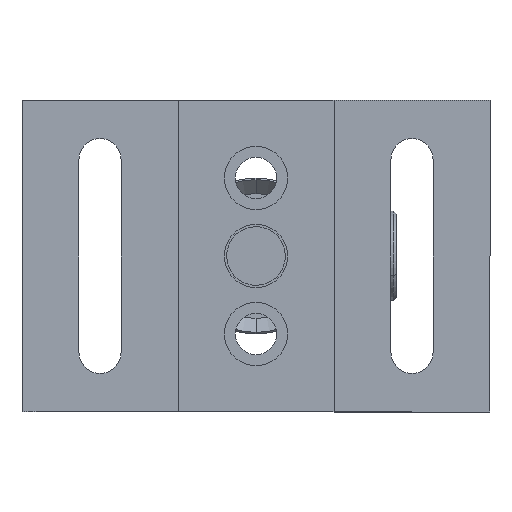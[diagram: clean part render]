
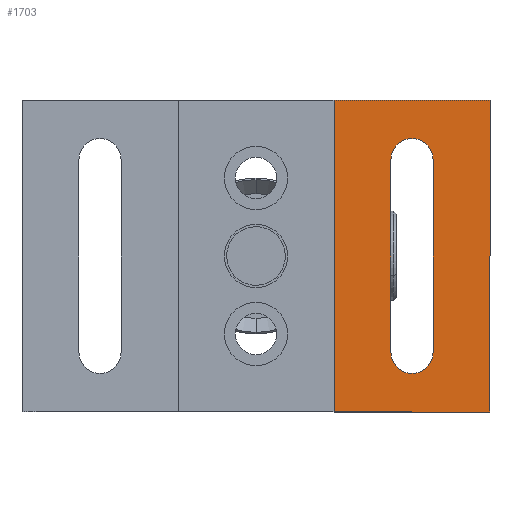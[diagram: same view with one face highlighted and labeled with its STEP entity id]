
A CAD part, front view. The second image highlights one B-rep face of the part: STEP entity #1703.
In plain terms, the highlighted planar face has unit normal (0, -1, 0).
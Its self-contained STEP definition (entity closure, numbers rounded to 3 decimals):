
#1630 = ORIENTED_EDGE ( 'NONE', *, *, #1632, .F. ) ;
#1632 = EDGE_CURVE ( 'NONE', #1713, #1638, #2287, .T. ) ;
#1634 = EDGE_CURVE ( 'NONE', #1638, #1705, #2283, .T. ) ;
#1635 = ORIENTED_EDGE ( 'NONE', *, *, #1634, .F. ) ;
#1636 = ORIENTED_EDGE ( 'NONE', *, *, #1712, .F. ) ;
#1638 = VERTEX_POINT ( 'NONE', #2615 ) ;
#1639 = EDGE_CURVE ( 'NONE', #1641, #1713, #2616, .T. ) ;
#1640 = ORIENTED_EDGE ( 'NONE', *, *, #1715, .T. ) ;
#1641 = VERTEX_POINT ( 'NONE', #2579 ) ;
#1642 = ORIENTED_EDGE ( 'NONE', *, *, #1669, .T. ) ;
#1644 = ORIENTED_EDGE ( 'NONE', *, *, #1673, .T. ) ;
#1653 = ORIENTED_EDGE ( 'NONE', *, *, #1704, .T. ) ;
#1657 = ORIENTED_EDGE ( 'NONE', *, *, #1690, .T. ) ;
#1669 = EDGE_CURVE ( 'NONE', #1716, #1683, #2574, .T. ) ;
#1673 = EDGE_CURVE ( 'NONE', #1674, #1678, #2583, .T. ) ;
#1674 = VERTEX_POINT ( 'NONE', #2531 ) ;
#1675 = VERTEX_POINT ( 'NONE', #2530 ) ;
#1678 = VERTEX_POINT ( 'NONE', #2529 ) ;
#1683 = VERTEX_POINT ( 'NONE', #2528 ) ;
#1690 = EDGE_CURVE ( 'NONE', #1675, #1716, #2689, .T. ) ;
#1703 = ADVANCED_FACE ( 'NONE', ( #2659, #2658 ), #2787, .F. ) ;
#1704 = EDGE_CURVE ( 'NONE', #1683, #1674, #2781, .T. ) ;
#1705 = VERTEX_POINT ( 'NONE', #2777 ) ;
#1707 = ORIENTED_EDGE ( 'NONE', *, *, #1639, .F. ) ;
#1712 = EDGE_CURVE ( 'NONE', #1705, #1641, #2757, .T. ) ;
#1713 = VERTEX_POINT ( 'NONE', #2753 ) ;
#1715 = EDGE_CURVE ( 'NONE', #1678, #1675, #2720, .T. ) ;
#1716 = VERTEX_POINT ( 'NONE', #2716 ) ;
#1727 = EDGE_LOOP ( 'NONE', ( #1642, #1653, #1644, #1640, #1657 ) ) ;
#1733 = EDGE_LOOP ( 'NONE', ( #1707, #1636, #1635, #1630 ) ) ;
#2282 = CARTESIAN_POINT ( 'NONE',  ( -49.28, 0., -30.439 ) ) ;
#2283 = LINE ( 'NONE', #2282, #2621 ) ;
#2284 = DIRECTION ( 'NONE',  ( 0., 0., -1. ) ) ;
#2285 = VECTOR ( 'NONE', #2284, 1000. ) ;
#2286 = CARTESIAN_POINT ( 'NONE',  ( 26.92, 0., -30.439 ) ) ;
#2287 = LINE ( 'NONE', #2286, #2285 ) ;
#2521 = DIRECTION ( 'NONE',  ( 1., 0., 0. ) ) ;
#2522 = CARTESIAN_POINT ( 'NONE',  ( -49.28, 0., 20.361 ) ) ;
#2528 = CARTESIAN_POINT ( 'NONE',  ( 14.22, 0., -24.152 ) ) ;
#2529 = CARTESIAN_POINT ( 'NONE',  ( 10.791, 0., 10.646 ) ) ;
#2530 = CARTESIAN_POINT ( 'NONE',  ( 17.649, 0., 10.646 ) ) ;
#2531 = CARTESIAN_POINT ( 'NONE',  ( 10.791, 0., -20.723 ) ) ;
#2570 = DIRECTION ( 'NONE',  ( 0., 0., 1. ) ) ;
#2571 = DIRECTION ( 'NONE',  ( 0., 1., 0. ) ) ;
#2572 = CARTESIAN_POINT ( 'NONE',  ( 14.22, 0., -20.723 ) ) ;
#2573 = AXIS2_PLACEMENT_3D ( 'NONE', #2572, #2571, #2570 ) ;
#2574 = CIRCLE ( 'NONE', #2573, 3.429 ) ;
#2579 = CARTESIAN_POINT ( 'NONE',  ( 1.52, 0., 20.361 ) ) ;
#2580 = DIRECTION ( 'NONE',  ( 0., 0., 1. ) ) ;
#2581 = VECTOR ( 'NONE', #2580, 1000. ) ;
#2582 = CARTESIAN_POINT ( 'NONE',  ( 10.791, 0., -20.723 ) ) ;
#2583 = LINE ( 'NONE', #2582, #2581 ) ;
#2601 = VECTOR ( 'NONE', #2521, 1000. ) ;
#2615 = CARTESIAN_POINT ( 'NONE',  ( 26.92, 0., -30.439 ) ) ;
#2616 = LINE ( 'NONE', #2522, #2601 ) ;
#2617 = DIRECTION ( 'NONE',  ( -1., 0., 0. ) ) ;
#2621 = VECTOR ( 'NONE', #2617, 1000. ) ;
#2658 = FACE_BOUND ( 'NONE', #1727, .T. ) ;
#2659 = FACE_OUTER_BOUND ( 'NONE', #1733, .T. ) ;
#2688 = CARTESIAN_POINT ( 'NONE',  ( 17.649, 0., -20.723 ) ) ;
#2689 = LINE ( 'NONE', #2688, #2760 ) ;
#2716 = CARTESIAN_POINT ( 'NONE',  ( 17.649, 0., -20.723 ) ) ;
#2717 = DIRECTION ( 'NONE',  ( 0., 0., 1. ) ) ;
#2718 = DIRECTION ( 'NONE',  ( 0., 1., 0. ) ) ;
#2719 = AXIS2_PLACEMENT_3D ( 'NONE', #2733, #2718, #2717 ) ;
#2720 = CIRCLE ( 'NONE', #2719, 3.429 ) ;
#2733 = CARTESIAN_POINT ( 'NONE',  ( 14.22, 0., 10.646 ) ) ;
#2753 = CARTESIAN_POINT ( 'NONE',  ( 26.92, 0., 20.361 ) ) ;
#2754 = DIRECTION ( 'NONE',  ( 0., 0., 1. ) ) ;
#2755 = VECTOR ( 'NONE', #2754, 1000. ) ;
#2756 = CARTESIAN_POINT ( 'NONE',  ( 1.52, 0., -30.439 ) ) ;
#2757 = LINE ( 'NONE', #2756, #2755 ) ;
#2759 = DIRECTION ( 'NONE',  ( 0., 0., -1. ) ) ;
#2760 = VECTOR ( 'NONE', #2759, 1000. ) ;
#2777 = CARTESIAN_POINT ( 'NONE',  ( 1.52, 0., -30.439 ) ) ;
#2778 = DIRECTION ( 'NONE',  ( 0., 0., 1. ) ) ;
#2779 = DIRECTION ( 'NONE',  ( 0., 1., 0. ) ) ;
#2780 = AXIS2_PLACEMENT_3D ( 'NONE', #2786, #2779, #2778 ) ;
#2781 = CIRCLE ( 'NONE', #2780, 3.429 ) ;
#2782 = DIRECTION ( 'NONE',  ( 0., 0., 1. ) ) ;
#2783 = DIRECTION ( 'NONE',  ( 0., 1., 0. ) ) ;
#2784 = CARTESIAN_POINT ( 'NONE',  ( -49.28, 0., 20.361 ) ) ;
#2785 = AXIS2_PLACEMENT_3D ( 'NONE', #2784, #2783, #2782 ) ;
#2786 = CARTESIAN_POINT ( 'NONE',  ( 14.22, 0., -20.723 ) ) ;
#2787 = PLANE ( 'NONE',  #2785 ) ;
